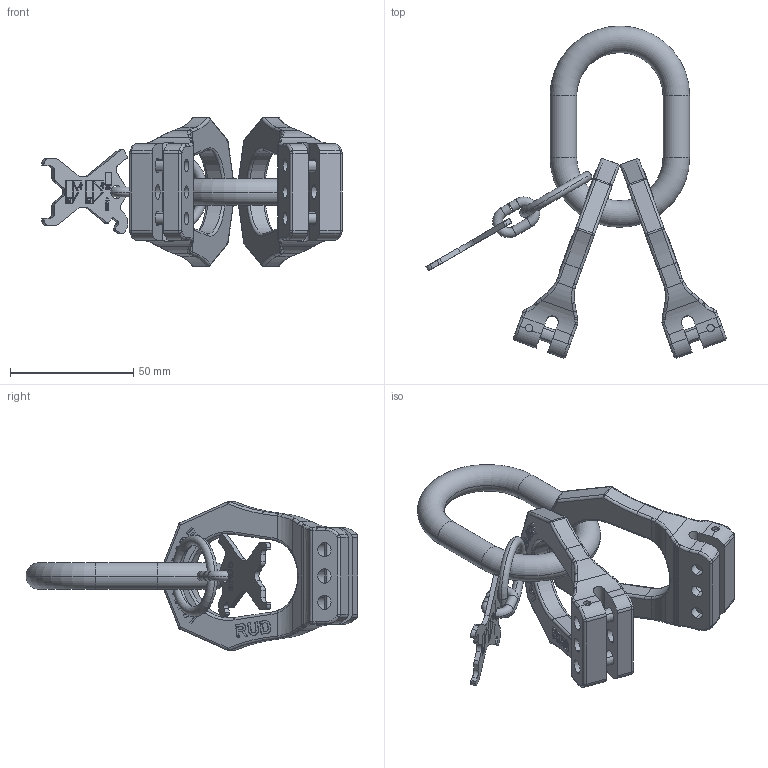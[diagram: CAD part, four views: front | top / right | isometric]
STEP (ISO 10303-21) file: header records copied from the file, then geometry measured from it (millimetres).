
FILE_DESCRIPTION((''),'2;1');
FILE_NAME('001-M34924-P-11_ASM','2017-09-14T',('Andreas.Wendler'),(''),'PRO/ENGINEER BY PARAMETRIC TECHNOLOGY CORPORATION, 2011490','PRO/ENGINEER BY PARAMETRIC TECHNOLOGY CORPORATION, 2011490','');
FILE_SCHEMA(('CONFIG_CONTROL_DESIGN'));
Length unit declared in the file: millimetre
Products named in the file (6): 001-M31629-P-7; 001-M34920-P-12; 001-M31128-V05; 001-M31129-P-10; 001-M34987-P-1; 001-M34924-P-11_ASM
Assembly tree (6 placements, depth 2):
  001-M34924-P-11_ASM
    001-M31629-P-7
    001-M34920-P-12  x2
    001-M31128-V05
    001-M31129-P-10
    001-M34987-P-1
Bounding box: 121.71 x 134.53 x 60.44 mm (x, y, z)
Volume: 74318.2 mm3; surface area: 32010.7 mm2
Topology: 6 solids, 6 shells, 1430 faces, 3819 edges, 2466 vertices
Faces by surface type: plane 942, cylinder 264, bspline 80, extrusion 72, torus 52, sphere 20
Entity records: 34862 total; most frequent: CARTESIAN_POINT 7860, ORIENTED_EDGE 5800, DIRECTION 5184, EDGE_CURVE 2900, VECTOR 2378, LINE 2342, VERTEX_POINT 1890, AXIS2_PLACEMENT_3D 1403
